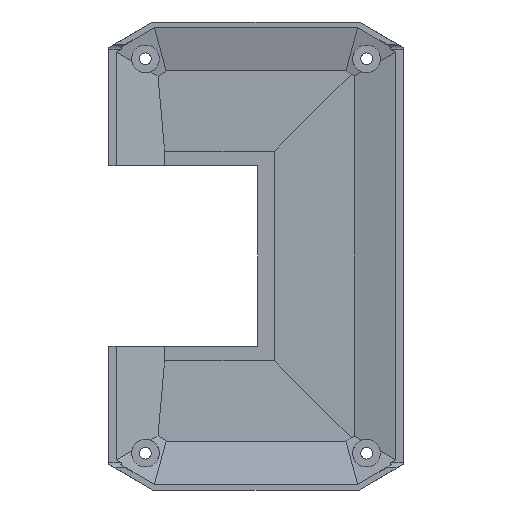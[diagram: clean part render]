
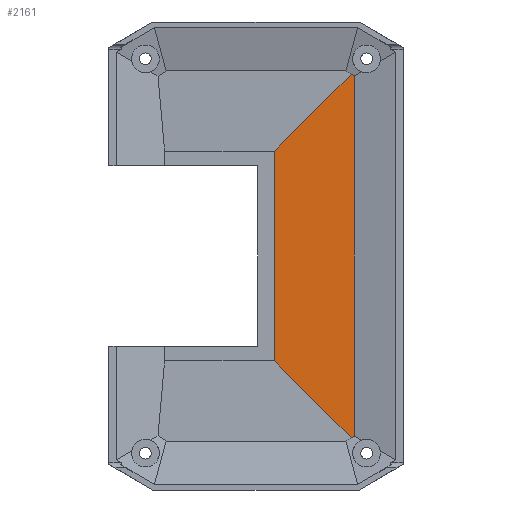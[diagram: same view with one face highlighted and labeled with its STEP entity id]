
A CAD part, front view. The second image highlights one B-rep face of the part: STEP entity #2161.
In plain terms, the highlighted planar face has unit normal (-0.024, -1, 0).
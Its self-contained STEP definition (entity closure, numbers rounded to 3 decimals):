
#276=DIRECTION('',(0.901,-0.021,0.434));
#277=VECTOR('',#276,1.009);
#278=CARTESIAN_POINT('',(25.809,9.011,-49.309));
#279=LINE('',#278,#277);
#293=DIRECTION('',(0.,0.,-1.));
#294=VECTOR('',#293,97.743);
#295=CARTESIAN_POINT('',(26.719,8.989,48.872));
#296=LINE('',#295,#294);
#326=DIRECTION('',(-0.707,0.017,-0.707));
#327=VECTOR('',#326,29.458);
#328=CARTESIAN_POINT('',(25.809,9.011,49.309));
#329=LINE('',#328,#327);
#330=DIRECTION('',(-0.707,0.017,0.707));
#331=VECTOR('',#330,29.458);
#332=CARTESIAN_POINT('',(25.809,9.011,-49.309));
#333=LINE('',#332,#331);
#853=DIRECTION('',(0.,0.,-1.));
#854=VECTOR('',#853,56.965);
#855=CARTESIAN_POINT('',(4.982,9.5,28.482));
#856=LINE('',#855,#854);
#911=DIRECTION('',(-0.901,0.021,0.434));
#912=VECTOR('',#911,1.009);
#913=CARTESIAN_POINT('',(26.719,8.989,48.872));
#914=LINE('',#913,#912);
#1652=CARTESIAN_POINT('',(25.809,9.011,49.309));
#1654=VERTEX_POINT('',#1652);
#1662=CARTESIAN_POINT('',(4.982,9.5,28.482));
#1663=VERTEX_POINT('',#1662);
#1672=CARTESIAN_POINT('',(25.809,9.011,-49.309));
#1673=VERTEX_POINT('',#1672);
#1674=CARTESIAN_POINT('',(4.982,9.5,-28.482));
#1675=VERTEX_POINT('',#1674);
#1680=CARTESIAN_POINT('',(26.719,8.989,-48.872));
#1681=VERTEX_POINT('',#1680);
#1682=CARTESIAN_POINT('',(26.719,8.989,48.872));
#1683=VERTEX_POINT('',#1682);
#2144=CARTESIAN_POINT('',(15.931,9.243,
0.));
#2145=DIRECTION('',(0.023,1.,0.));
#2146=DIRECTION('',(1.,-0.023,0.));
#2147=AXIS2_PLACEMENT_3D('',#2144,#2145,#2146);
#2148=PLANE('',#2147);
#2149=ORIENTED_EDGE('',*,*,#2096,.F.);
#2151=ORIENTED_EDGE('',*,*,#2150,.T.);
#2153=ORIENTED_EDGE('',*,*,#2152,.F.);
#2155=ORIENTED_EDGE('',*,*,#2154,.F.);
#2157=ORIENTED_EDGE('',*,*,#2156,.F.);
#2158=ORIENTED_EDGE('',*,*,#2127,.T.);
#2159=EDGE_LOOP('',(#2149,#2151,#2153,#2155,#2157,#2158));
#2160=FACE_OUTER_BOUND('',#2159,.F.);
#2096=EDGE_CURVE('',#1673,#1681,#279,.T.);
#2127=EDGE_CURVE('',#1683,#1681,#296,.T.);
#2150=EDGE_CURVE('',#1673,#1675,#333,.T.);
#2152=EDGE_CURVE('',#1663,#1675,#856,.T.);
#2154=EDGE_CURVE('',#1654,#1663,#329,.T.);
#2156=EDGE_CURVE('',#1683,#1654,#914,.T.);
#2161=ADVANCED_FACE('',(#2160),#2148,.F.);
